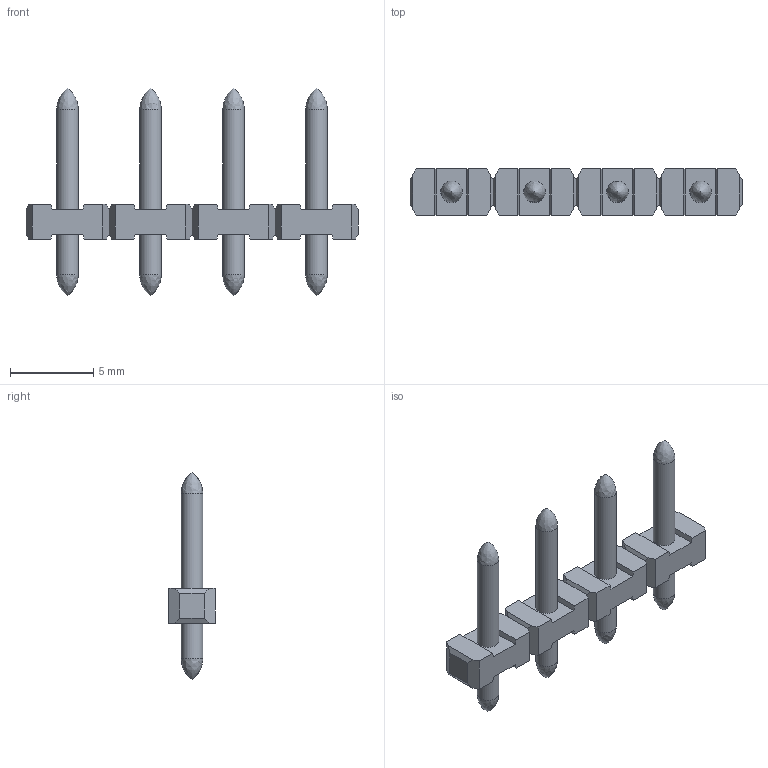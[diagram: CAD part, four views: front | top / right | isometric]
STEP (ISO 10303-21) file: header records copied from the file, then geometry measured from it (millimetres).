
FILE_DESCRIPTION(/* description */ ('Unknown'),/* implementation_level */ '2;1');
FILE_NAME(/* name */ 'MD022-50004-20230320',/* time_stamp */ '2023-03-20T17:58:01+08:00',/* author */ ('Unknown'),/* organization */ ('Unknown'),/* preprocessor_version */ 'ST-DEVELOPER v16.7',/* originating_system */ 'DEX',/* authorisation */ $);
FILE_SCHEMA (('AUTOMOTIVE_DESIGN {1 0 10303 214 3 1 1}'));
Length unit declared in the file: millimetre
Products named in the file (1): MD022-50004-20230320
Bounding box: 20 x 2.8 x 12.5 mm (x, y, z)
Volume: 152.4 mm3; surface area: 397.3 mm2
Topology: 1 solids, 1 shells, 98 faces, 300 edges, 196 vertices
Faces by surface type: plane 82, bspline 8, cylinder 8
Full cylindrical faces by diameter (mm): 1.3 x4
Entity records: 4482 total; most frequent: CARTESIAN_POINT 1291, ORIENTED_EDGE 520, DIRECTION 466, EDGE_CURVE 260, LINE 236, VECTOR 236, VERTEX_POINT 180, FACE_BOUND 122
